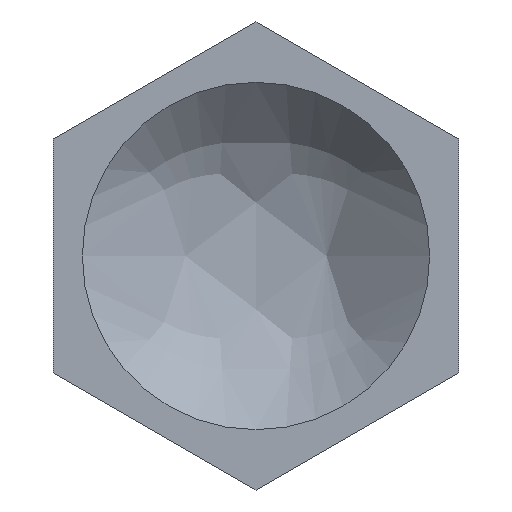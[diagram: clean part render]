
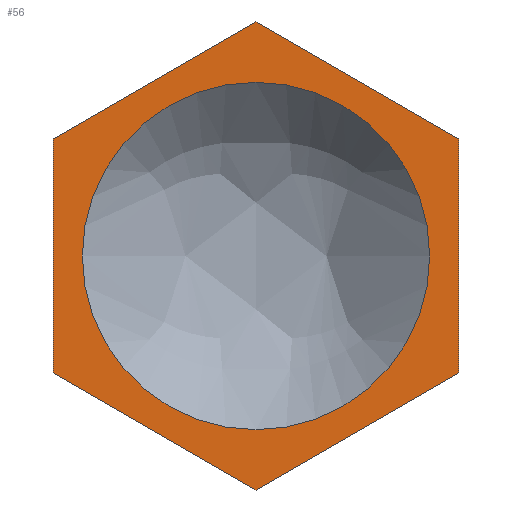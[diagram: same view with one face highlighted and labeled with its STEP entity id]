
A CAD part, front view. The second image highlights one B-rep face of the part: STEP entity #56.
In plain terms, the highlighted planar face has unit normal (0, -1, 0).
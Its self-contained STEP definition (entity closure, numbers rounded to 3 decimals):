
#10 = CARTESIAN_POINT ( 'NONE',  ( 0., 14.5, 6. ) ) ;
#22 = LINE ( 'NONE', #177, #602 ) ;
#23 = EDGE_CURVE ( 'NONE', #102, #576, #390, .T. ) ;
#29 = CIRCLE ( 'NONE', #150, 6. ) ;
#37 = DIRECTION ( 'NONE',  ( 0.866, 0., 0.5 ) ) ;
#56 = ADVANCED_FACE ( 'NONE', ( #117, #151 ), #656, .F. ) ;
#57 = LINE ( 'NONE', #171, #258 ) ;
#65 = DIRECTION ( 'NONE',  ( 0., 0., 1. ) ) ;
#83 = VERTEX_POINT ( 'NONE', #163 ) ;
#101 = EDGE_CURVE ( 'NONE', #83, #461, #197, .T. ) ;
#102 = VERTEX_POINT ( 'NONE', #631 ) ;
#117 = FACE_BOUND ( 'NONE', #215, .T. ) ;
#119 = EDGE_CURVE ( 'NONE', #461, #102, #57, .T. ) ;
#121 = VERTEX_POINT ( 'NONE', #279 ) ;
#139 = CARTESIAN_POINT ( 'NONE',  ( 7., 14.5, -4.041 ) ) ;
#150 = AXIS2_PLACEMENT_3D ( 'NONE', #629, #377, #65 ) ;
#151 = FACE_OUTER_BOUND ( 'NONE', #285, .T. ) ;
#163 = CARTESIAN_POINT ( 'NONE',  ( -7., 14.5, 4.041 ) ) ;
#171 = CARTESIAN_POINT ( 'NONE',  ( -7., 14.5, -4.041 ) ) ;
#177 = CARTESIAN_POINT ( 'NONE',  ( 7., 14.5, -4.041 ) ) ;
#181 = DIRECTION ( 'NONE',  ( -0.866, 0., 0.5 ) ) ;
#194 = EDGE_CURVE ( 'NONE', #319, #83, #457, .T. ) ;
#197 = LINE ( 'NONE', #427, #275 ) ;
#202 = DIRECTION ( 'NONE',  ( 0., 1., 0. ) ) ;
#215 = EDGE_LOOP ( 'NONE', ( #621, #512 ) ) ;
#225 = DIRECTION ( 'NONE',  ( 0., 0., -1. ) ) ;
#230 = DIRECTION ( 'NONE',  ( 0., 0., 1. ) ) ;
#258 = VECTOR ( 'NONE', #368, 1000. ) ;
#274 = DIRECTION ( 'NONE',  ( 0., 0., 1. ) ) ;
#275 = VECTOR ( 'NONE', #225, 1000. ) ;
#279 = CARTESIAN_POINT ( 'NONE',  ( 7., 14.5, 4.041 ) ) ;
#282 = ORIENTED_EDGE ( 'NONE', *, *, #194, .T. ) ;
#285 = EDGE_LOOP ( 'NONE', ( #473, #517, #418, #312, #282, #644 ) ) ;
#289 = CIRCLE ( 'NONE', #558, 6. ) ;
#306 = CARTESIAN_POINT ( 'NONE',  ( 0., 14.5, 0. ) ) ;
#312 = ORIENTED_EDGE ( 'NONE', *, *, #481, .T. ) ;
#319 = VERTEX_POINT ( 'NONE', #598 ) ;
#324 = VERTEX_POINT ( 'NONE', #647 ) ;
#346 = CARTESIAN_POINT ( 'NONE',  ( 0., 14.5, 0. ) ) ;
#359 = AXIS2_PLACEMENT_3D ( 'NONE', #346, #202, #274 ) ;
#364 = CARTESIAN_POINT ( 'NONE',  ( -7., 14.5, -4.041 ) ) ;
#368 = DIRECTION ( 'NONE',  ( 0.866, 0., -0.5 ) ) ;
#377 = DIRECTION ( 'NONE',  ( 0., -1., 0. ) ) ;
#388 = EDGE_CURVE ( 'NONE', #324, #463, #289, .T. ) ;
#390 = LINE ( 'NONE', #394, #471 ) ;
#394 = CARTESIAN_POINT ( 'NONE',  ( 0., 14.5, -8.083 ) ) ;
#414 = LINE ( 'NONE', #548, #618 ) ;
#417 = EDGE_CURVE ( 'NONE', #463, #324, #29, .T. ) ;
#418 = ORIENTED_EDGE ( 'NONE', *, *, #515, .T. ) ;
#427 = CARTESIAN_POINT ( 'NONE',  ( -7., 14.5, 4.041 ) ) ;
#457 = LINE ( 'NONE', #652, #642 ) ;
#461 = VERTEX_POINT ( 'NONE', #364 ) ;
#463 = VERTEX_POINT ( 'NONE', #10 ) ;
#471 = VECTOR ( 'NONE', #37, 1000. ) ;
#473 = ORIENTED_EDGE ( 'NONE', *, *, #119, .T. ) ;
#481 = EDGE_CURVE ( 'NONE', #121, #319, #414, .T. ) ;
#511 = DIRECTION ( 'NONE',  ( -0.866, 0., -0.5 ) ) ;
#512 = ORIENTED_EDGE ( 'NONE', *, *, #388, .F. ) ;
#515 = EDGE_CURVE ( 'NONE', #576, #121, #22, .T. ) ;
#517 = ORIENTED_EDGE ( 'NONE', *, *, #23, .T. ) ;
#519 = DIRECTION ( 'NONE',  ( 0., -1., 0. ) ) ;
#548 = CARTESIAN_POINT ( 'NONE',  ( 7., 14.5, 4.041 ) ) ;
#558 = AXIS2_PLACEMENT_3D ( 'NONE', #306, #519, #599 ) ;
#576 = VERTEX_POINT ( 'NONE', #139 ) ;
#598 = CARTESIAN_POINT ( 'NONE',  ( 0., 14.5, 8.083 ) ) ;
#599 = DIRECTION ( 'NONE',  ( 0., 0., 1. ) ) ;
#602 = VECTOR ( 'NONE', #230, 1000. ) ;
#618 = VECTOR ( 'NONE', #181, 1000. ) ;
#621 = ORIENTED_EDGE ( 'NONE', *, *, #417, .F. ) ;
#629 = CARTESIAN_POINT ( 'NONE',  ( 0., 14.5, 0. ) ) ;
#631 = CARTESIAN_POINT ( 'NONE',  ( 0., 14.5, -8.083 ) ) ;
#642 = VECTOR ( 'NONE', #511, 1000. ) ;
#644 = ORIENTED_EDGE ( 'NONE', *, *, #101, .T. ) ;
#647 = CARTESIAN_POINT ( 'NONE',  ( 0., 14.5, -6. ) ) ;
#652 = CARTESIAN_POINT ( 'NONE',  ( 0., 14.5, 8.083 ) ) ;
#656 = PLANE ( 'NONE',  #359 ) ;
